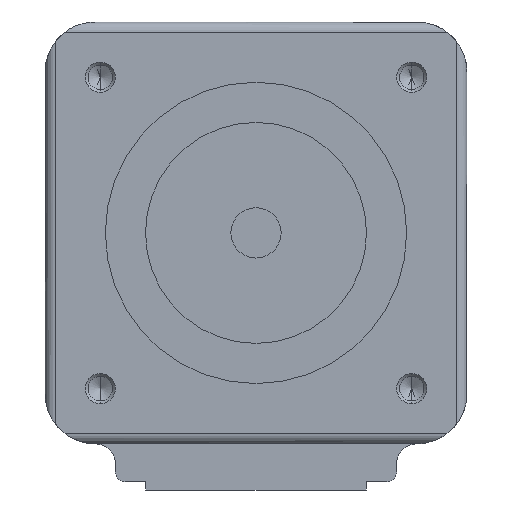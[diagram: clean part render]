
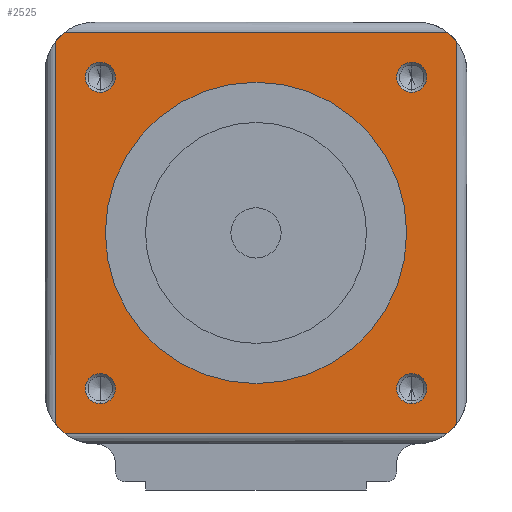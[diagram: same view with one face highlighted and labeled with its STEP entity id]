
A CAD part, left-side view. The second image highlights one B-rep face of the part: STEP entity #2525.
In plain terms, the highlighted planar face has unit normal (-1, 0, 0).
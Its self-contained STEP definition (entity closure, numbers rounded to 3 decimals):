
#2038=CARTESIAN_POINT('POINT6836',(0.,19.,
   -20.));
#2039=VERTEX_POINT('VERTEX6836',#2038);
#2053=CARTESIAN_POINT('POINT6837',(0.,20.,
   -19.));
#2054=VERTEX_POINT('VERTEX6837',#2053);
#2055=CARTESIAN_POINT('POS10968',(0.,16.,
   -16.));
#2056=DIRECTION('DIR16472',(-1.,0.,0.));
#2057=DIRECTION('DIR16473',(0.,1.,
   0.));
#2058=AXIS2_PLACEMENT_3D('AXIS5505',#2055,#2056,#2057);
#2059=CIRCLE('ELLIPSE2620',#2058,5.);
#2060=EDGE_CURVE('EDGE10508',#2054,#2039,#2059,.T.);
#2086=CARTESIAN_POINT('POINT6838',(0.,20.,
   19.));
#2087=VERTEX_POINT('VERTEX6838',#2086);
#2103=CARTESIAN_POINT('POS10970',(0.,20.,
   -21.));
#2104=DIRECTION('DIR16476',(0.,0.,-1.));
#2105=VECTOR('VEC5464',#2104,1.);
#2106=LINE('STRAIGHT5464',#2103,#2105);
#2107=EDGE_CURVE('EDGE10511',#2087,#2054,#2106,.T.);
#2117=CARTESIAN_POINT('POINT6839',(0.,19.,
   20.));
#2118=VERTEX_POINT('VERTEX6839',#2117);
#2136=CARTESIAN_POINT('POS10972',(0.,16.,
   16.));
#2137=DIRECTION('DIR16479',(-1.,0.,0.));
#2138=DIRECTION('DIR16480',(0.,0.,
   1.));
#2139=AXIS2_PLACEMENT_3D('AXIS5508',#2136,#2137,#2138);
#2140=CIRCLE('ELLIPSE2621',#2139,5.);
#2141=EDGE_CURVE('EDGE10513',#2118,#2087,#2140,.T.);
#2152=CARTESIAN_POINT('POINT6840',(0.,-19.,
   20.));
#2153=VERTEX_POINT('VERTEX6840',#2152);
#2154=CARTESIAN_POINT('POS10974',(0.,21.,
   20.));
#2155=DIRECTION('DIR16483',(0.,1.,0.));
#2156=VECTOR('VEC5465',#2155,1.);
#2157=LINE('STRAIGHT5465',#2154,#2156);
#2158=EDGE_CURVE('EDGE10514',#2153,#2118,#2157,.T.);
#2182=CARTESIAN_POINT('POINT6841',(0.,-20.,
   19.));
#2183=VERTEX_POINT('VERTEX6841',#2182);
#2201=CARTESIAN_POINT('POS10976',(0.,-16.,
   16.));
#2202=DIRECTION('DIR16486',(-1.,0.,0.));
#2203=DIRECTION('DIR16487',(0.,-1.,
   0.));
#2204=AXIS2_PLACEMENT_3D('AXIS5511',#2201,#2202,#2203);
#2205=CIRCLE('ELLIPSE2622',#2204,5.);
#2206=EDGE_CURVE('EDGE10517',#2183,#2153,#2205,.T.);
#2217=CARTESIAN_POINT('POINT6842',(0.,-20.,
   -19.));
#2218=VERTEX_POINT('VERTEX6842',#2217);
#2219=CARTESIAN_POINT('POS10978',(0.,-20.,
   21.));
#2220=DIRECTION('DIR16490',(0.,0.,1.));
#2221=VECTOR('VEC5466',#2220,1.);
#2222=LINE('STRAIGHT5466',#2219,#2221);
#2223=EDGE_CURVE('EDGE10518',#2218,#2183,#2222,.T.);
#2247=CARTESIAN_POINT('POINT6843',(0.,-19.,
   -20.));
#2248=VERTEX_POINT('VERTEX6843',#2247);
#2266=CARTESIAN_POINT('POS10980',(0.,-16.,
   -16.));
#2267=DIRECTION('DIR16493',(-1.,0.,0.));
#2268=DIRECTION('DIR16494',(0.,0.,-1.));
#2269=AXIS2_PLACEMENT_3D('AXIS5514',#2266,#2267,#2268);
#2270=CIRCLE('ELLIPSE2623',#2269,5.);
#2271=EDGE_CURVE('EDGE10521',#2248,#2218,#2270,.T.);
#2282=CARTESIAN_POINT('POS10982',(0.,-21.,
   -20.));
#2283=DIRECTION('DIR16497',(0.,-1.,0.));
#2284=VECTOR('VEC5467',#2283,1.);
#2285=LINE('STRAIGHT5467',#2282,#2284);
#2286=EDGE_CURVE('EDGE10522',#2039,#2248,#2285,.T.);
#2298=CARTESIAN_POINT('POINT6844',(0.,15.5,
   -14.));
#2299=VERTEX_POINT('VERTEX6844',#2298);
#2306=CARTESIAN_POINT('POINT6845',(0.,15.5,
   -17.));
#2307=VERTEX_POINT('VERTEX6845',#2306);
#2308=CARTESIAN_POINT('POS10985',(0.,15.5,
   -15.5));
#2309=DIRECTION('DIR16501',(1.,0.,0.));
#2310=DIRECTION('DIR16502',(0.,0.,1.));
#2311=AXIS2_PLACEMENT_3D('AXIS5517',#2308,#2309,#2310);
#2312=CIRCLE('ELLIPSE2624',#2311,1.5);
#2313=EDGE_CURVE('EDGE10524',#2307,#2299,#2312,.T.);
#2333=EDGE_CURVE('EDGE10526',#2299,#2307,#2312,.T.);
#2338=CARTESIAN_POINT('POINT6846',(0.,-15.5,
   -14.));
#2339=VERTEX_POINT('VERTEX6846',#2338);
#2346=CARTESIAN_POINT('POINT6847',(0.,-15.5,
   -17.));
#2347=VERTEX_POINT('VERTEX6847',#2346);
#2348=CARTESIAN_POINT('POS10989',(0.,-15.5,
   -15.5));
#2349=DIRECTION('DIR16507',(1.,0.,0.));
#2350=DIRECTION('DIR16508',(0.,0.,1.));
#2351=AXIS2_PLACEMENT_3D('AXIS5519',#2348,#2349,#2350);
#2352=CIRCLE('ELLIPSE2625',#2351,1.5);
#2353=EDGE_CURVE('EDGE10528',#2347,#2339,#2352,.T.);
#2373=EDGE_CURVE('EDGE10530',#2339,#2347,#2352,.T.);
#2378=CARTESIAN_POINT('POINT6848',(0.,15.5,
   17.));
#2379=VERTEX_POINT('VERTEX6848',#2378);
#2386=CARTESIAN_POINT('POINT6849',(0.,15.5,
   14.));
#2387=VERTEX_POINT('VERTEX6849',#2386);
#2388=CARTESIAN_POINT('POS10993',(0.,15.5,
   15.5));
#2389=DIRECTION('DIR16513',(1.,0.,0.));
#2390=DIRECTION('DIR16514',(0.,0.,1.));
#2391=AXIS2_PLACEMENT_3D('AXIS5521',#2388,#2389,#2390);
#2392=CIRCLE('ELLIPSE2626',#2391,1.5);
#2393=EDGE_CURVE('EDGE10532',#2387,#2379,#2392,.T.);
#2413=EDGE_CURVE('EDGE10534',#2379,#2387,#2392,.T.);
#2418=CARTESIAN_POINT('POINT6850',(0.,-15.5,
   17.));
#2419=VERTEX_POINT('VERTEX6850',#2418);
#2426=CARTESIAN_POINT('POINT6851',(0.,-15.5,
   14.));
#2427=VERTEX_POINT('VERTEX6851',#2426);
#2428=CARTESIAN_POINT('POS10997',(0.,-15.5,
   15.5));
#2429=DIRECTION('DIR16519',(1.,0.,0.));
#2430=DIRECTION('DIR16520',(0.,0.,1.));
#2431=AXIS2_PLACEMENT_3D('AXIS5523',#2428,#2429,#2430);
#2432=CIRCLE('ELLIPSE2627',#2431,1.5);
#2433=EDGE_CURVE('EDGE10536',#2427,#2419,#2432,.T.);
#2453=EDGE_CURVE('EDGE10538',#2419,#2427,#2432,.T.);
#2479=CARTESIAN_POINT('POINT6854',(0.,0.,
   -15.));
#2480=VERTEX_POINT('VERTEX6854',#2479);
#2481=CARTESIAN_POINT('POINT6855',(0.,
   0.,15.));
#2482=VERTEX_POINT('VERTEX6855',#2481);
#2483=CARTESIAN_POINT('POS11002',(0.,0.,0.));
#2484=DIRECTION('DIR16528',(1.,0.,0.));
#2485=DIRECTION('DIR16529',(0.,0.,-1.));
#2486=AXIS2_PLACEMENT_3D('AXIS5527',#2483,#2484,#2485);
#2487=CIRCLE('ELLIPSE2629',#2486,15.);
#2488=EDGE_CURVE('EDGE10541',#2480,#2482,#2487,.T.);
#2489=ORIENTED_EDGE('COEDGE21101',*,*,#2488,.T.);
#2490=EDGE_CURVE('EDGE10542',#2482,#2480,#2487,.T.);
#2491=ORIENTED_EDGE('COEDGE21102',*,*,#2490,.T.);
#2492=EDGE_LOOP('NONE',(#2489,#2491));
#2493=FACE_BOUND('LOOP1',#2492,.T.);
#2494=ORIENTED_EDGE('COEDGE21103',*,*,#2453,.T.);
#2495=ORIENTED_EDGE('COEDGE21104',*,*,#2433,.T.);
#2496=EDGE_LOOP('NONE',(#2494,#2495));
#2497=FACE_BOUND('LOOP1',#2496,.T.);
#2498=ORIENTED_EDGE('COEDGE21105',*,*,#2413,.T.);
#2499=ORIENTED_EDGE('COEDGE21106',*,*,#2393,.T.);
#2500=EDGE_LOOP('NONE',(#2498,#2499));
#2501=FACE_BOUND('LOOP1',#2500,.T.);
#2502=ORIENTED_EDGE('COEDGE21107',*,*,#2373,.T.);
#2503=ORIENTED_EDGE('COEDGE21108',*,*,#2353,.T.);
#2504=EDGE_LOOP('NONE',(#2502,#2503));
#2505=FACE_BOUND('LOOP1',#2504,.T.);
#2506=ORIENTED_EDGE('COEDGE21109',*,*,#2333,.T.);
#2507=ORIENTED_EDGE('COEDGE21110',*,*,#2313,.T.);
#2508=EDGE_LOOP('NONE',(#2506,#2507));
#2509=FACE_BOUND('LOOP1',#2508,.T.);
#2510=ORIENTED_EDGE('COEDGE21111',*,*,#2286,.T.);
#2511=ORIENTED_EDGE('COEDGE21112',*,*,#2271,.T.);
#2512=ORIENTED_EDGE('COEDGE21113',*,*,#2223,.T.);
#2513=ORIENTED_EDGE('COEDGE21114',*,*,#2206,.T.);
#2514=ORIENTED_EDGE('COEDGE21115',*,*,#2158,.T.);
#2515=ORIENTED_EDGE('COEDGE21116',*,*,#2141,.T.);
#2516=ORIENTED_EDGE('COEDGE21117',*,*,#2107,.T.);
#2517=ORIENTED_EDGE('COEDGE21118',*,*,#2060,.T.);
#2518=EDGE_LOOP('NONE',(#2510,#2511,#2512,#2513,#2514,#2515,#2516,#2517)
   );
#2519=FACE_BOUND('LOOP1',#2518,.T.);
#2520=CARTESIAN_POINT('POS11003',(0.,
   0.,0.));
#2521=DIRECTION('DIR16530',(1.,0.,0.));
#2522=DIRECTION('DIR16531',(0.,1.,0.));
#2523=AXIS2_PLACEMENT_3D('AXIS5528',#2520,#2521,#2522);
#2524=PLANE('PLANE1630',#2523);
#2525=ADVANCED_FACE('FACE4137',(#2493,#2497,#2501,#2505,#2509,#2519),
   #2524,.F.);
